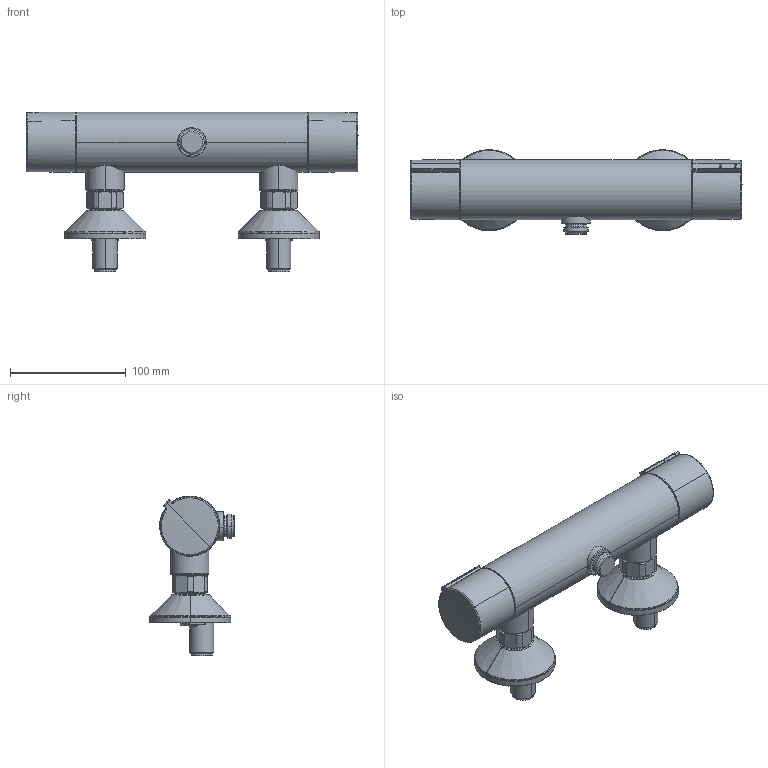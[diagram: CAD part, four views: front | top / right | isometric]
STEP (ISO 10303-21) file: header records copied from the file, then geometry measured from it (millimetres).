
FILE_DESCRIPTION (( 'STEP AP203' ), '1' );
FILE_NAME ('2870U+64140101.STEP', '2018-07-11T10:56:43', ( '' ), ( '' ), 'SwSTEP 2.0', 'SolidWorks 2016', '' );
FILE_SCHEMA (( 'CONFIG_CONTROL_DESIGN' ));
Length unit declared in the file: millimetre
Products named in the file (1): 2870U+64140101
Bounding box: 286.72 x 73.14 x 138.05 mm (x, y, z)
Volume: 711801 mm3; surface area: 101307.2 mm2
Topology: 1 solids, 3 shells, 558 faces, 1359 edges, 821 vertices
Faces by surface type: cylinder 153, plane 149, bspline 113, cone 87, torus 48, sphere 8
Entity records: 22476 total; most frequent: CARTESIAN_POINT 10431, ORIENTED_EDGE 2698, DIRECTION 2297, EDGE_CURVE 1349, AXIS2_PLACEMENT_3D 950, VERTEX_POINT 821, EDGE_LOOP 590, ADVANCED_FACE 558
